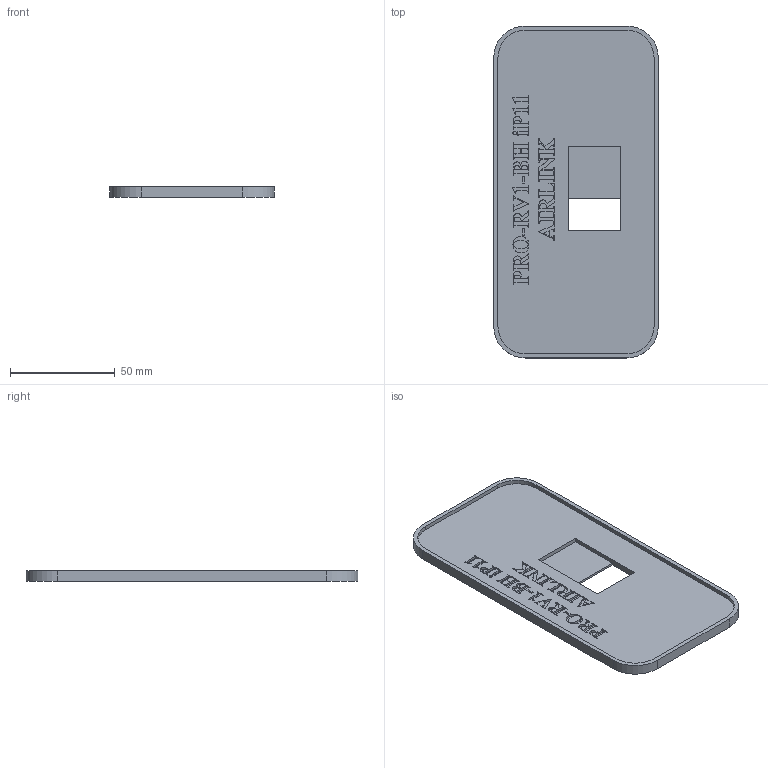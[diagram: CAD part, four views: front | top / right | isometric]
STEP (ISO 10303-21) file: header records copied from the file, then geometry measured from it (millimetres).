
FILE_DESCRIPTION(/* description */ (''),/* implementation_level */ '2;1');
FILE_NAME(/* name */ 'TAPA PRO-RV1-iP11 v4.step',/* time_stamp */ '2023-06-30T14:56:36-04:00',/* author */ (''),/* organization */ (''),/* preprocessor_version */ 'ST-DEVELOPER v19.2',/* originating_system */ 'Autodesk Translation Framework v11.17.0.187',/* authorisation */ '');
FILE_SCHEMA (('AUTOMOTIVE_DESIGN { 1 0 10303 214 3 1 1 }'));
Length unit declared in the file: millimetre
Products named in the file (1): TAPA PRO-RV1-iP11
Bounding box: 78.5 x 158.5 x 5 mm (x, y, z)
Volume: 35751.3 mm3; surface area: 27937.1 mm2
Topology: 1 solids, 1 shells, 616 faces, 1746 edges, 1164 vertices
Faces by surface type: bspline 312, plane 296, cylinder 8
Entity records: 22723 total; most frequent: CARTESIAN_POINT 8831, ORIENTED_EDGE 3492, DIRECTION 1748, EDGE_CURVE 1746, VERTEX_POINT 1164, LINE 1106, VECTOR 1106, EDGE_LOOP 650
